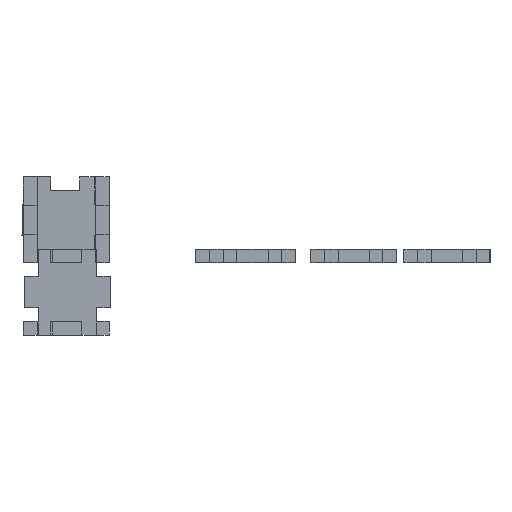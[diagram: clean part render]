
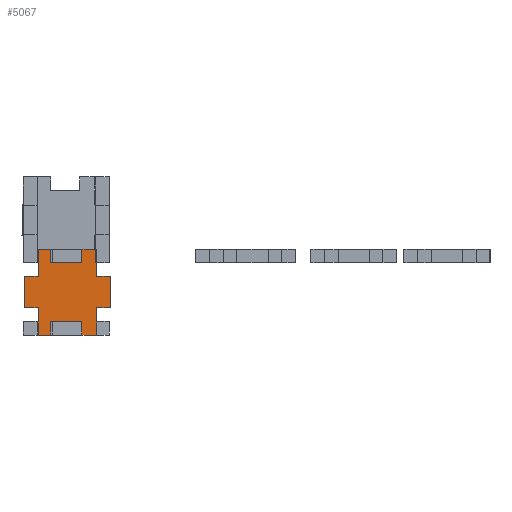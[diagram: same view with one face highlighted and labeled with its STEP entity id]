
A CAD part, left-side view. The second image highlights one B-rep face of the part: STEP entity #5067.
In plain terms, the highlighted face is planar.
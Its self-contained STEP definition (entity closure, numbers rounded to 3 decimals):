
#195=FACE_OUTER_BOUND('',#459,.T.);
#459=EDGE_LOOP('',(#3755,#3756,#3757,#3758,#3759,#3760,#3761,#3762,#3763,
#3764,#3765,#3766,#3767,#3768,#3769,#3770,#3771,#3772,#3773,#3774));
#875=LINE('',#7436,#1595);
#876=LINE('',#7438,#1596);
#877=LINE('',#7440,#1597);
#878=LINE('',#7442,#1598);
#879=LINE('',#7444,#1599);
#880=LINE('',#7446,#1600);
#881=LINE('',#7448,#1601);
#882=LINE('',#7450,#1602);
#883=LINE('',#7452,#1603);
#884=LINE('',#7454,#1604);
#885=LINE('',#7456,#1605);
#886=LINE('',#7458,#1606);
#887=LINE('',#7460,#1607);
#888=LINE('',#7462,#1608);
#889=LINE('',#7464,#1609);
#890=LINE('',#7466,#1610);
#891=LINE('',#7468,#1611);
#892=LINE('',#7470,#1612);
#893=LINE('',#7472,#1613);
#894=LINE('',#7473,#1614);
#1595=VECTOR('',#6073,10.);
#1596=VECTOR('',#6074,10.);
#1597=VECTOR('',#6075,10.);
#1598=VECTOR('',#6076,10.);
#1599=VECTOR('',#6077,10.);
#1600=VECTOR('',#6078,10.);
#1601=VECTOR('',#6079,10.);
#1602=VECTOR('',#6080,10.);
#1603=VECTOR('',#6081,10.);
#1604=VECTOR('',#6082,10.);
#1605=VECTOR('',#6083,10.);
#1606=VECTOR('',#6084,10.);
#1607=VECTOR('',#6085,10.);
#1608=VECTOR('',#6086,10.);
#1609=VECTOR('',#6087,10.);
#1610=VECTOR('',#6088,10.);
#1611=VECTOR('',#6089,10.);
#1612=VECTOR('',#6090,10.);
#1613=VECTOR('',#6091,10.);
#1614=VECTOR('',#6092,10.);
#2235=VERTEX_POINT('',#7434);
#2236=VERTEX_POINT('',#7435);
#2237=VERTEX_POINT('',#7437);
#2238=VERTEX_POINT('',#7439);
#2239=VERTEX_POINT('',#7441);
#2240=VERTEX_POINT('',#7443);
#2241=VERTEX_POINT('',#7445);
#2242=VERTEX_POINT('',#7447);
#2243=VERTEX_POINT('',#7449);
#2244=VERTEX_POINT('',#7451);
#2245=VERTEX_POINT('',#7453);
#2246=VERTEX_POINT('',#7455);
#2247=VERTEX_POINT('',#7457);
#2248=VERTEX_POINT('',#7459);
#2249=VERTEX_POINT('',#7461);
#2250=VERTEX_POINT('',#7463);
#2251=VERTEX_POINT('',#7465);
#2252=VERTEX_POINT('',#7467);
#2253=VERTEX_POINT('',#7469);
#2254=VERTEX_POINT('',#7471);
#2795=EDGE_CURVE('',#2235,#2236,#875,.T.);
#2796=EDGE_CURVE('',#2236,#2237,#876,.T.);
#2797=EDGE_CURVE('',#2237,#2238,#877,.T.);
#2798=EDGE_CURVE('',#2238,#2239,#878,.T.);
#2799=EDGE_CURVE('',#2239,#2240,#879,.T.);
#2800=EDGE_CURVE('',#2240,#2241,#880,.T.);
#2801=EDGE_CURVE('',#2241,#2242,#881,.T.);
#2802=EDGE_CURVE('',#2242,#2243,#882,.T.);
#2803=EDGE_CURVE('',#2243,#2244,#883,.T.);
#2804=EDGE_CURVE('',#2244,#2245,#884,.T.);
#2805=EDGE_CURVE('',#2245,#2246,#885,.T.);
#2806=EDGE_CURVE('',#2246,#2247,#886,.T.);
#2807=EDGE_CURVE('',#2247,#2248,#887,.T.);
#2808=EDGE_CURVE('',#2248,#2249,#888,.T.);
#2809=EDGE_CURVE('',#2249,#2250,#889,.T.);
#2810=EDGE_CURVE('',#2250,#2251,#890,.T.);
#2811=EDGE_CURVE('',#2251,#2252,#891,.T.);
#2812=EDGE_CURVE('',#2252,#2253,#892,.T.);
#2813=EDGE_CURVE('',#2253,#2254,#893,.T.);
#2814=EDGE_CURVE('',#2254,#2235,#894,.T.);
#3755=ORIENTED_EDGE('',*,*,#2795,.T.);
#3756=ORIENTED_EDGE('',*,*,#2796,.T.);
#3757=ORIENTED_EDGE('',*,*,#2797,.T.);
#3758=ORIENTED_EDGE('',*,*,#2798,.T.);
#3759=ORIENTED_EDGE('',*,*,#2799,.T.);
#3760=ORIENTED_EDGE('',*,*,#2800,.T.);
#3761=ORIENTED_EDGE('',*,*,#2801,.T.);
#3762=ORIENTED_EDGE('',*,*,#2802,.T.);
#3763=ORIENTED_EDGE('',*,*,#2803,.T.);
#3764=ORIENTED_EDGE('',*,*,#2804,.T.);
#3765=ORIENTED_EDGE('',*,*,#2805,.T.);
#3766=ORIENTED_EDGE('',*,*,#2806,.T.);
#3767=ORIENTED_EDGE('',*,*,#2807,.T.);
#3768=ORIENTED_EDGE('',*,*,#2808,.T.);
#3769=ORIENTED_EDGE('',*,*,#2809,.T.);
#3770=ORIENTED_EDGE('',*,*,#2810,.T.);
#3771=ORIENTED_EDGE('',*,*,#2811,.T.);
#3772=ORIENTED_EDGE('',*,*,#2812,.T.);
#3773=ORIENTED_EDGE('',*,*,#2813,.T.);
#3774=ORIENTED_EDGE('',*,*,#2814,.T.);
#4803=PLANE('',#5449);
#5067=ADVANCED_FACE('',(#195),#4803,.T.);
#5449=AXIS2_PLACEMENT_3D('',#7433,#6071,#6072);
#6071=DIRECTION('center_axis',(1.,0.,0.));
#6072=DIRECTION('ref_axis',(0.,0.,-1.));
#6073=DIRECTION('',(0.,0.,1.));
#6074=DIRECTION('',(0.,-1.,0.));
#6075=DIRECTION('',(0.,0.,-1.));
#6076=DIRECTION('',(0.,-1.,0.));
#6077=DIRECTION('',(0.,0.,1.));
#6078=DIRECTION('',(0.,-1.,0.));
#6079=DIRECTION('',(0.,0.,-1.));
#6080=DIRECTION('',(0.,-1.,0.));
#6081=DIRECTION('',(0.,0.,-1.));
#6082=DIRECTION('',(0.,1.,0.));
#6083=DIRECTION('',(0.,0.,-1.));
#6084=DIRECTION('',(0.,1.,0.));
#6085=DIRECTION('',(0.,0.,1.));
#6086=DIRECTION('',(0.,1.,0.));
#6087=DIRECTION('',(0.,0.,-1.));
#6088=DIRECTION('',(0.,1.,0.));
#6089=DIRECTION('',(0.,0.,1.));
#6090=DIRECTION('',(0.,1.,0.));
#6091=DIRECTION('',(0.,0.,1.));
#6092=DIRECTION('',(0.,-1.,0.));
#7433=CARTESIAN_POINT('Origin',(21.7,37.4,9.6));
#7434=CARTESIAN_POINT('',(21.7,42.4,12.3));
#7435=CARTESIAN_POINT('',(21.7,42.4,17.));
#7436=CARTESIAN_POINT('',(21.7,42.4,12.3));
#7437=CARTESIAN_POINT('',(21.7,39.9,17.));
#7438=CARTESIAN_POINT('',(21.7,42.4,17.));
#7439=CARTESIAN_POINT('',(21.7,39.9,14.6));
#7440=CARTESIAN_POINT('',(21.7,39.9,17.));
#7441=CARTESIAN_POINT('',(21.7,34.9,14.6));
#7442=CARTESIAN_POINT('',(21.7,39.9,14.6));
#7443=CARTESIAN_POINT('',(21.7,34.9,17.));
#7444=CARTESIAN_POINT('',(21.7,34.9,14.6));
#7445=CARTESIAN_POINT('',(21.7,32.4,17.));
#7446=CARTESIAN_POINT('',(21.7,34.9,17.));
#7447=CARTESIAN_POINT('',(21.7,32.4,12.3));
#7448=CARTESIAN_POINT('',(21.7,32.4,17.));
#7449=CARTESIAN_POINT('',(21.7,30.,12.3));
#7450=CARTESIAN_POINT('',(21.7,32.4,12.3));
#7451=CARTESIAN_POINT('',(21.7,30.,6.9));
#7452=CARTESIAN_POINT('',(21.7,30.,12.3));
#7453=CARTESIAN_POINT('',(21.7,32.4,6.9));
#7454=CARTESIAN_POINT('',(21.7,30.,6.9));
#7455=CARTESIAN_POINT('',(21.7,32.4,2.2));
#7456=CARTESIAN_POINT('',(21.7,32.4,6.9));
#7457=CARTESIAN_POINT('',(21.7,34.9,2.2));
#7458=CARTESIAN_POINT('',(21.7,32.4,2.2));
#7459=CARTESIAN_POINT('',(21.7,34.9,4.6));
#7460=CARTESIAN_POINT('',(21.7,34.9,2.2));
#7461=CARTESIAN_POINT('',(21.7,39.9,4.6));
#7462=CARTESIAN_POINT('',(21.7,34.9,4.6));
#7463=CARTESIAN_POINT('',(21.7,39.9,2.2));
#7464=CARTESIAN_POINT('',(21.7,39.9,4.6));
#7465=CARTESIAN_POINT('',(21.7,42.4,2.2));
#7466=CARTESIAN_POINT('',(21.7,39.9,2.2));
#7467=CARTESIAN_POINT('',(21.7,42.4,6.9));
#7468=CARTESIAN_POINT('',(21.7,42.4,2.2));
#7469=CARTESIAN_POINT('',(21.7,44.8,6.9));
#7470=CARTESIAN_POINT('',(21.7,44.8,6.9));
#7471=CARTESIAN_POINT('',(21.7,44.8,12.3));
#7472=CARTESIAN_POINT('',(21.7,44.8,12.3));
#7473=CARTESIAN_POINT('',(21.7,42.4,12.3));
